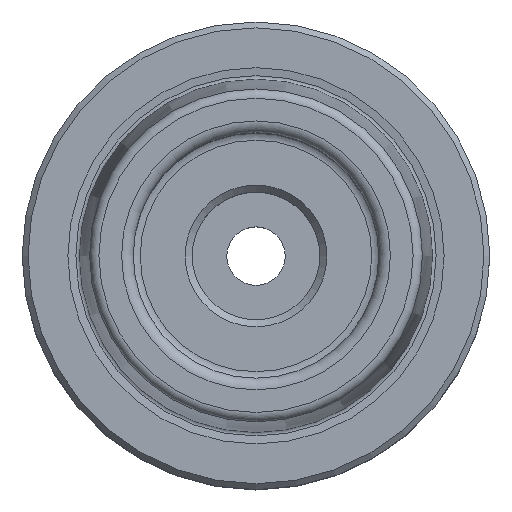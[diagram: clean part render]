
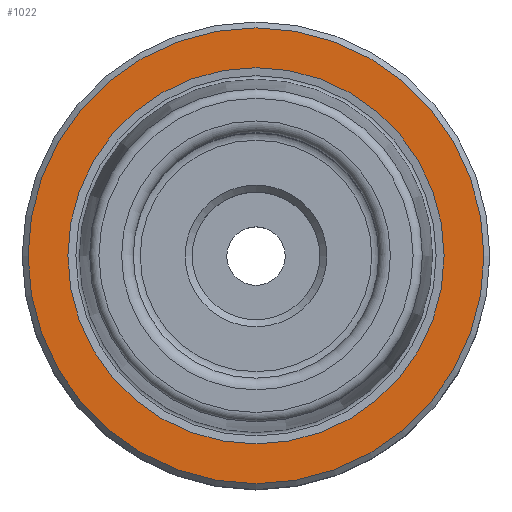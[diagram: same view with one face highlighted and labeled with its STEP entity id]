
A CAD part, top view. The second image highlights one B-rep face of the part: STEP entity #1022.
In plain terms, the highlighted planar face has unit normal (0, 0, 1).
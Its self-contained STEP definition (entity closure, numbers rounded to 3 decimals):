
#129=ORIENTED_EDGE('',*,*,#216,.T.);
#130=ORIENTED_EDGE('',*,*,#215,.F.);
#215=EDGE_CURVE('',#272,#272,#329,.T.);
#216=EDGE_CURVE('',#273,#273,#330,.T.);
#272=VERTEX_POINT('',#1494);
#273=VERTEX_POINT('',#1497);
#329=CIRCLE('',#1116,16.094);
#330=CIRCLE('',#1118,19.5);
#414=EDGE_LOOP('',(#129));
#415=EDGE_LOOP('',(#130));
#528=FACE_BOUND('',#414,.T.);
#529=FACE_BOUND('',#415,.T.);
#588=PLANE('',#1117);
#1022=ADVANCED_FACE('',(#528,#529),#588,.T.);
#1116=AXIS2_PLACEMENT_3D('',#1493,#1294,#1295);
#1117=AXIS2_PLACEMENT_3D('',#1495,#1296,#1297);
#1118=AXIS2_PLACEMENT_3D('',#1496,#1298,#1299);
#1294=DIRECTION('',(0.,0.,1.));
#1295=DIRECTION('',(1.,0.,0.));
#1296=DIRECTION('',(0.,0.,1.));
#1297=DIRECTION('',(1.,0.,0.));
#1298=DIRECTION('',(0.,0.,1.));
#1299=DIRECTION('',(1.,0.,0.));
#1493=CARTESIAN_POINT('',(0.,0.,0.));
#1494=CARTESIAN_POINT('',(16.094,0.,0.));
#1495=CARTESIAN_POINT('',(19.5,0.,0.));
#1496=CARTESIAN_POINT('',(0.,0.,0.));
#1497=CARTESIAN_POINT('',(19.5,0.,0.));
